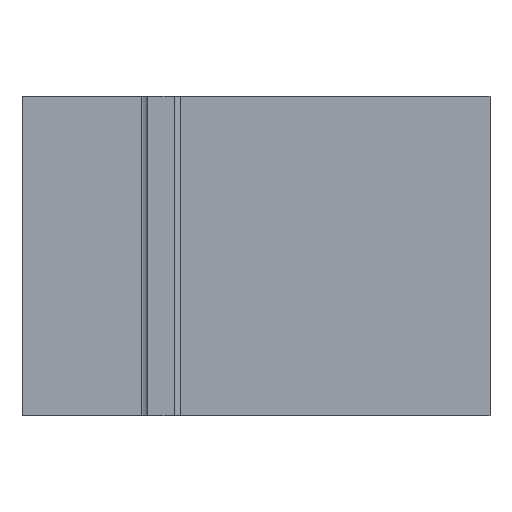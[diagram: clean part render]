
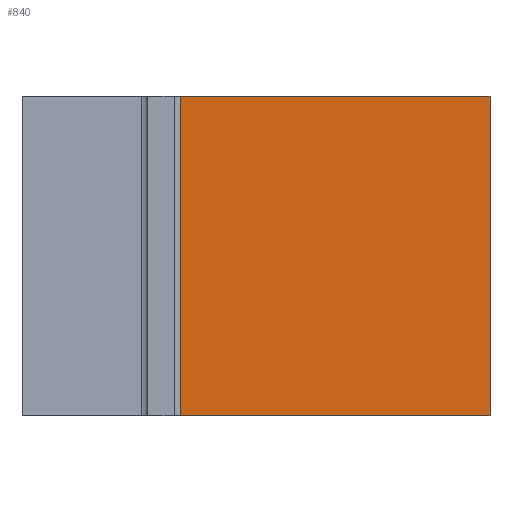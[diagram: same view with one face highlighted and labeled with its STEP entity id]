
A CAD part, front view. The second image highlights one B-rep face of the part: STEP entity #840.
In plain terms, the highlighted planar face has unit normal (0, -1, 0).
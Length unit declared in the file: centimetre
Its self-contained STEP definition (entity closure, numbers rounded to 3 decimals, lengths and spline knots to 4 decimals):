
#42=PLANE('',#908);
#80=FACE_OUTER_BOUND('',#122,.T.);
#122=EDGE_LOOP('',(#656,#657,#658,#659));
#200=LINE('',#1320,#288);
#201=LINE('',#1322,#289);
#202=LINE('',#1324,#290);
#203=LINE('',#1325,#291);
#288=VECTOR('',#1082,1.);
#289=VECTOR('',#1083,1.);
#290=VECTOR('',#1084,1.);
#291=VECTOR('',#1085,1.);
#408=VERTEX_POINT('',#1318);
#409=VERTEX_POINT('',#1319);
#410=VERTEX_POINT('',#1321);
#411=VERTEX_POINT('',#1323);
#512=EDGE_CURVE('',#408,#409,#200,.T.);
#513=EDGE_CURVE('',#408,#410,#201,.T.);
#514=EDGE_CURVE('',#411,#410,#202,.T.);
#515=EDGE_CURVE('',#409,#411,#203,.T.);
#656=ORIENTED_EDGE('',*,*,#512,.F.);
#657=ORIENTED_EDGE('',*,*,#513,.T.);
#658=ORIENTED_EDGE('',*,*,#514,.F.);
#659=ORIENTED_EDGE('',*,*,#515,.F.);
#840=ADVANCED_FACE('',(#80),#42,.T.);
#908=AXIS2_PLACEMENT_3D('',#1317,#1080,#1081);
#1080=DIRECTION('center_axis',(0.,-1.,0.));
#1081=DIRECTION('ref_axis',(1.,0.,0.));
#1082=DIRECTION('',(-1.,0.,0.));
#1083=DIRECTION('',(0.,0.,1.));
#1084=DIRECTION('',(1.,0.,0.));
#1085=DIRECTION('',(0.,0.,1.));
#1317=CARTESIAN_POINT('Origin',(-60.1,-100.,0.));
#1318=CARTESIAN_POINT('',(-40.7,-100.,0.));
#1319=CARTESIAN_POINT('',(-60.1,-100.,0.));
#1320=CARTESIAN_POINT('',(-40.7,-100.,0.));
#1321=CARTESIAN_POINT('',(-40.7,-100.,20.));
#1322=CARTESIAN_POINT('',(-40.7,-100.,0.));
#1323=CARTESIAN_POINT('',(-60.1,-100.,20.));
#1324=CARTESIAN_POINT('',(-40.7,-100.,20.));
#1325=CARTESIAN_POINT('',(-60.1,-100.,0.));
